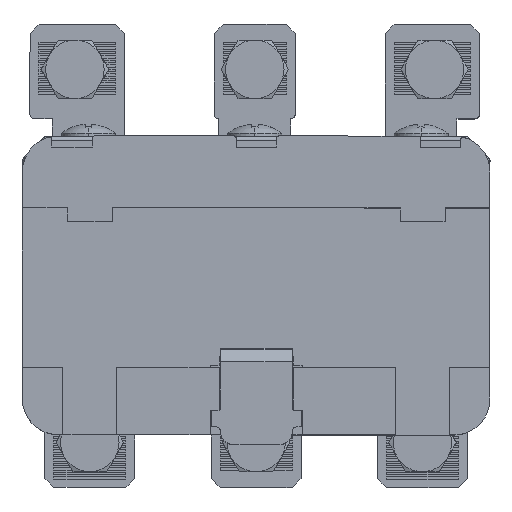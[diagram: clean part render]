
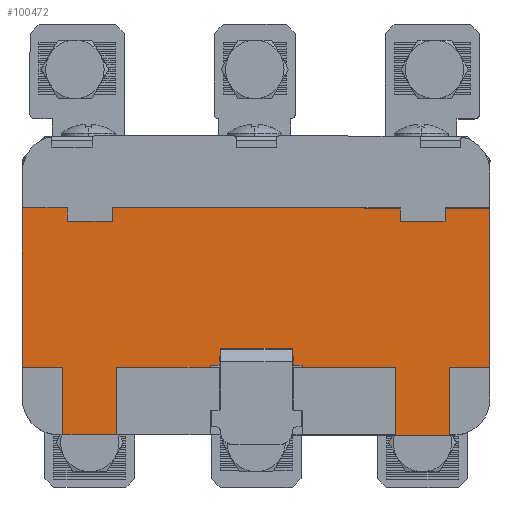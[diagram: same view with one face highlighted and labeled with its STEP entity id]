
A CAD part, top view. The second image highlights one B-rep face of the part: STEP entity #100472.
In plain terms, the highlighted planar face has unit normal (0, 0.001, 1).
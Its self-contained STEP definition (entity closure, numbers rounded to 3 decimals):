
#4708=DIRECTION('',(-1.,0.,0.));
#4709=VECTOR('',#4708,12.);
#4710=CARTESIAN_POINT('',(65.477,-21.241,75.307));
#4711=LINE('',#4710,#4709);
#5052=DIRECTION('',(-1.,0.,0.));
#5053=VECTOR('',#5052,20.75);
#5054=CARTESIAN_POINT('',(53.484,-6.235,75.293));
#5055=LINE('',#5054,#5053);
#5072=DIRECTION('',(1.,0.,0.));
#5073=VECTOR('',#5072,2.);
#5074=CARTESIAN_POINT('',(30.734,-5.725,75.293));
#5075=LINE('',#5074,#5073);
#5076=DIRECTION('',(0.,-1.,0.001));
#5077=VECTOR('',#5076,2.);
#5078=CARTESIAN_POINT('',(30.735,-3.725,75.291));
#5079=LINE('',#5078,#5077);
#5080=DIRECTION('',(1.,0.,0.));
#5081=VECTOR('',#5080,16.5);
#5082=CARTESIAN_POINT('',(14.235,-3.718,75.291));
#5083=LINE('',#5082,#5081);
#5084=DIRECTION('',(0.,1.,-0.001));
#5085=VECTOR('',#5084,2.);
#5086=CARTESIAN_POINT('',(14.234,-5.718,75.293));
#5087=LINE('',#5086,#5085);
#5088=DIRECTION('',(1.,0.,0.));
#5089=VECTOR('',#5088,2.);
#5090=CARTESIAN_POINT('',(12.234,-5.717,75.293));
#5091=LINE('',#5090,#5089);
#5092=DIRECTION('',(0.,1.,-0.001));
#5093=VECTOR('',#5092,0.5);
#5094=CARTESIAN_POINT('',(12.234,-6.217,75.293));
#5095=LINE('',#5094,#5093);
#5096=DIRECTION('',(1.,0.,0.));
#5097=VECTOR('',#5096,20.75);
#5098=CARTESIAN_POINT('',(-8.516,-6.207,
75.293));
#5099=LINE('',#5098,#5097);
#5100=DIRECTION('',(0.,1.,-0.001));
#5101=VECTOR('',#5100,15.);
#5102=CARTESIAN_POINT('',(-8.523,-21.207,
75.307));
#5103=LINE('',#5102,#5101);
#5104=DIRECTION('',(1.,0.,0.));
#5105=VECTOR('',#5104,12.);
#5106=CARTESIAN_POINT('',(-20.523,-21.202,
75.307));
#5107=LINE('',#5106,#5105);
#5108=DIRECTION('',(0.,-1.,0.001));
#5109=VECTOR('',#5108,15.);
#5110=CARTESIAN_POINT('',(-20.516,-6.202,
75.293));
#5111=LINE('',#5110,#5109);
#5112=DIRECTION('',(1.,0.,0.));
#5113=VECTOR('',#5112,9.);
#5114=CARTESIAN_POINT('',(-29.516,-6.198,
75.293));
#5115=LINE('',#5114,#5113);
#5116=DIRECTION('',(0.,-1.,0.001));
#5117=VECTOR('',#5116,35.5);
#5118=CARTESIAN_POINT('',(-29.5,29.302,75.26));
#5119=LINE('',#5118,#5117);
#5120=DIRECTION('',(-1.,0.,0.));
#5121=VECTOR('',#5120,104.);
#5122=CARTESIAN_POINT('',(74.5,29.255,75.26));
#5123=LINE('',#5122,#5121);
#5124=DIRECTION('',(0.,1.,-0.001));
#5125=VECTOR('',#5124,35.5);
#5126=CARTESIAN_POINT('',(74.484,-6.245,75.293));
#5127=LINE('',#5126,#5125);
#5128=DIRECTION('',(1.,0.,0.));
#5129=VECTOR('',#5128,9.);
#5130=CARTESIAN_POINT('',(65.484,-6.241,75.293));
#5131=LINE('',#5130,#5129);
#5132=DIRECTION('',(0.,1.,-0.001));
#5133=VECTOR('',#5132,15.);
#5134=CARTESIAN_POINT('',(65.477,-21.241,75.307));
#5135=LINE('',#5134,#5133);
#5136=DIRECTION('',(0.,-1.,0.001));
#5137=VECTOR('',#5136,15.);
#5138=CARTESIAN_POINT('',(53.484,-6.235,75.293));
#5139=LINE('',#5138,#5137);
#5140=DIRECTION('',(0.,-1.,0.001));
#5141=VECTOR('',#5140,0.5);
#5142=CARTESIAN_POINT('',(32.734,-5.726,75.293));
#5143=LINE('',#5142,#5141);
#76292=CARTESIAN_POINT('',(32.734,-5.726,
75.293));
#76294=VERTEX_POINT('',#76292);
#76297=CARTESIAN_POINT('',(30.734,-5.725,
75.293));
#76299=VERTEX_POINT('',#76297);
#76304=CARTESIAN_POINT('',(32.734,-6.226,
75.293));
#76305=VERTEX_POINT('',#76304);
#76309=CARTESIAN_POINT('',(12.234,-5.717,
75.293));
#76311=VERTEX_POINT('',#76309);
#76312=CARTESIAN_POINT('',(14.234,-5.718,
75.293));
#76314=VERTEX_POINT('',#76312);
#76320=CARTESIAN_POINT('',(12.234,-6.217,
75.293));
#76321=VERTEX_POINT('',#76320);
#76344=CARTESIAN_POINT('',(14.235,-3.718,
75.291));
#76345=VERTEX_POINT('',#76344);
#76346=CARTESIAN_POINT('',(30.735,-3.725,75.291));
#76347=VERTEX_POINT('',#76346);
#76352=CARTESIAN_POINT('',(-20.523,-21.202,
75.307));
#76353=CARTESIAN_POINT('',(-8.523,-21.207,
75.307));
#76354=VERTEX_POINT('',#76352);
#76355=VERTEX_POINT('',#76353);
#77014=CARTESIAN_POINT('',(65.484,-6.241,
75.293));
#77015=CARTESIAN_POINT('',(74.484,-6.245,
75.293));
#77016=VERTEX_POINT('',#77014);
#77017=VERTEX_POINT('',#77015);
#77050=CARTESIAN_POINT('',(-29.516,-6.198,
75.293));
#77051=VERTEX_POINT('',#77050);
#77056=CARTESIAN_POINT('',(74.5,29.255,75.26));
#77057=CARTESIAN_POINT('',(-29.5,29.302,
75.26));
#77058=VERTEX_POINT('',#77056);
#77059=VERTEX_POINT('',#77057);
#77281=CARTESIAN_POINT('',(53.484,-6.235,
75.293));
#77282=VERTEX_POINT('',#77281);
#77283=CARTESIAN_POINT('',(-8.516,-6.207,
75.293));
#77284=VERTEX_POINT('',#77283);
#77285=CARTESIAN_POINT('',(-20.516,-6.202,
75.293));
#77286=VERTEX_POINT('',#77285);
#77337=CARTESIAN_POINT('',(65.477,-21.241,
75.307));
#77338=VERTEX_POINT('',#77337);
#77359=CARTESIAN_POINT('',(53.477,-21.235,75.307));
#77360=VERTEX_POINT('',#77359);
#100432=CARTESIAN_POINT('',(3.98,-15.713,
75.302));
#100433=DIRECTION('',(0.,0.001,1.));
#100434=DIRECTION('',(0.,-1.,0.001));
#100435=AXIS2_PLACEMENT_3D('',#100432,#100433,#100434);
#100436=PLANE('',#100435);
#100437=ORIENTED_EDGE('',*,*,#100423,.F.);
#100439=ORIENTED_EDGE('',*,*,#100438,.F.);
#100441=ORIENTED_EDGE('',*,*,#100440,.F.);
#100443=ORIENTED_EDGE('',*,*,#100442,.F.);
#100445=ORIENTED_EDGE('',*,*,#100444,.F.);
#100447=ORIENTED_EDGE('',*,*,#100446,.F.);
#100449=ORIENTED_EDGE('',*,*,#100448,.F.);
#100451=ORIENTED_EDGE('',*,*,#100450,.F.);
#100452=ORIENTED_EDGE('',*,*,#99900,.F.);
#100454=ORIENTED_EDGE('',*,*,#100453,.F.);
#100456=ORIENTED_EDGE('',*,*,#100455,.F.);
#100457=ORIENTED_EDGE('',*,*,#96736,.F.);
#100459=ORIENTED_EDGE('',*,*,#100458,.F.);
#100460=ORIENTED_EDGE('',*,*,#96973,.F.);
#100462=ORIENTED_EDGE('',*,*,#100461,.F.);
#100464=ORIENTED_EDGE('',*,*,#100463,.F.);
#100465=ORIENTED_EDGE('',*,*,#99960,.T.);
#100467=ORIENTED_EDGE('',*,*,#100466,.F.);
#100468=ORIENTED_EDGE('',*,*,#100390,.T.);
#100469=ORIENTED_EDGE('',*,*,#100410,.F.);
#100470=EDGE_LOOP('',(#100437,#100439,#100441,#100443,#100445,#100447,#100449,
#100451,#100452,#100454,#100456,#100457,#100459,#100460,#100462,#100464,#100465,
#100467,#100468,#100469));
#100471=FACE_OUTER_BOUND('',#100470,.F.);
#100472=ADVANCED_FACE('',(#100471),#100436,.T.);
#96736=EDGE_CURVE('',#77059,#77051,#5119,.T.);
#96973=EDGE_CURVE('',#77017,#77058,#5127,.T.);
#99900=EDGE_CURVE('',#76354,#76355,#5107,.T.);
#99960=EDGE_CURVE('',#77338,#77360,#4711,.T.);
#100390=EDGE_CURVE('',#77282,#76305,#5055,.T.);
#100410=EDGE_CURVE('',#76294,#76305,#5143,.T.);
#100423=EDGE_CURVE('',#76299,#76294,#5075,.T.);
#100438=EDGE_CURVE('',#76347,#76299,#5079,.T.);
#100440=EDGE_CURVE('',#76345,#76347,#5083,.T.);
#100442=EDGE_CURVE('',#76314,#76345,#5087,.T.);
#100444=EDGE_CURVE('',#76311,#76314,#5091,.T.);
#100446=EDGE_CURVE('',#76321,#76311,#5095,.T.);
#100448=EDGE_CURVE('',#77284,#76321,#5099,.T.);
#100450=EDGE_CURVE('',#76355,#77284,#5103,.T.);
#100453=EDGE_CURVE('',#77286,#76354,#5111,.T.);
#100455=EDGE_CURVE('',#77051,#77286,#5115,.T.);
#100458=EDGE_CURVE('',#77058,#77059,#5123,.T.);
#100461=EDGE_CURVE('',#77016,#77017,#5131,.T.);
#100463=EDGE_CURVE('',#77338,#77016,#5135,.T.);
#100466=EDGE_CURVE('',#77282,#77360,#5139,.T.);
